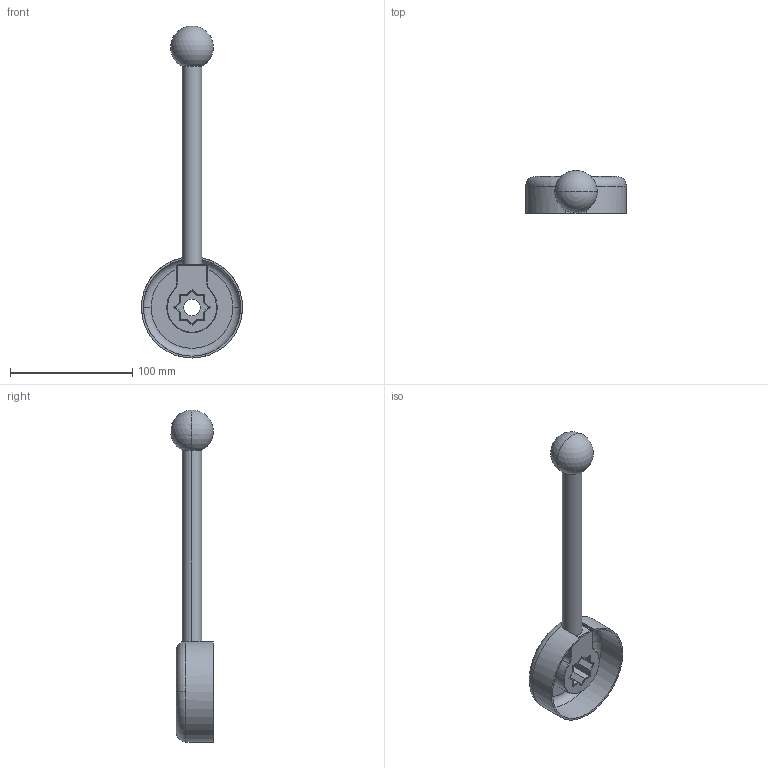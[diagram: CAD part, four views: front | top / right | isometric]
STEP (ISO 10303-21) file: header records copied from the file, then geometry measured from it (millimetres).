
FILE_DESCRIPTION((''),'2;1');
FILE_NAME('2_TSC_HANDLE','2012-01-25T',('sobri'),(''),'PRO/ENGINEER BY PARAMETRIC TECHNOLOGY CORPORATION, 2011180','PRO/ENGINEER BY PARAMETRIC TECHNOLOGY CORPORATION, 2011180','');
FILE_SCHEMA(('CONFIG_CONTROL_DESIGN'));
Length unit declared in the file: inch
Products named in the file (1): 2_TSC_HANDLE
Bounding box: 82.55 x 34.71 x 271.05 mm (x, y, z)
Volume: 100557.4 mm3; surface area: 40958.7 mm2
Topology: 1 solids, 3 shells, 115 faces, 299 edges, 190 vertices
Faces by surface type: plane 58, cylinder 29, cone 22, torus 4, sphere 2
Entity records: 3659 total; most frequent: CARTESIAN_POINT 789, DIRECTION 591, ORIENTED_EDGE 590, EDGE_CURVE 295, AXIS2_PLACEMENT_3D 210, VERTEX_POINT 190, VECTOR 171, LINE 171
